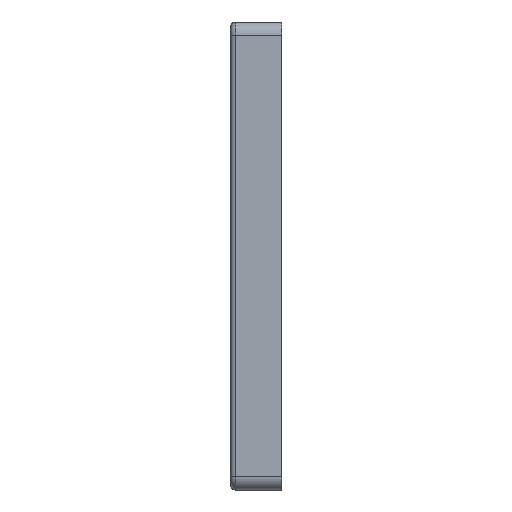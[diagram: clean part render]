
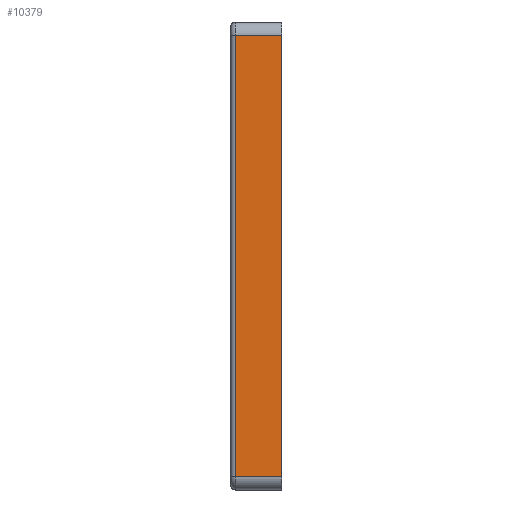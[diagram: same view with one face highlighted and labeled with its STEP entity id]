
A CAD part, left-side view. The second image highlights one B-rep face of the part: STEP entity #10379.
In plain terms, the highlighted planar face has unit normal (-1, 0, 0).
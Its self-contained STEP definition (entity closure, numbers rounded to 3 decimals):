
#115=PLANE('',#11076);
#583=FACE_OUTER_BOUND('',#1163,.T.);
#1163=EDGE_LOOP('',(#7875,#7876,#7877,#7878));
#2734=LINE('',#25176,#3388);
#2747=LINE('',#25235,#3401);
#2770=LINE('',#25317,#3424);
#2771=LINE('',#25319,#3425);
#3388=VECTOR('',#12525,10.);
#3401=VECTOR('',#12586,10.);
#3424=VECTOR('',#12667,10.);
#3425=VECTOR('',#12670,10.);
#4495=VERTEX_POINT('',#25173);
#4496=VERTEX_POINT('',#25175);
#4516=VERTEX_POINT('',#25227);
#4518=VERTEX_POINT('',#25233);
#5851=EDGE_CURVE('',#4495,#4496,#2734,.T.);
#5880=EDGE_CURVE('',#4518,#4516,#2747,.T.);
#5922=EDGE_CURVE('',#4496,#4518,#2770,.T.);
#5923=EDGE_CURVE('',#4516,#4495,#2771,.T.);
#7875=ORIENTED_EDGE('',*,*,#5880,.F.);
#7876=ORIENTED_EDGE('',*,*,#5922,.F.);
#7877=ORIENTED_EDGE('',*,*,#5851,.F.);
#7878=ORIENTED_EDGE('',*,*,#5923,.F.);
#10379=ADVANCED_FACE('',(#583),#115,.T.);
#11076=AXIS2_PLACEMENT_3D('',#25318,#12668,#12669);
#12525=DIRECTION('',(0.,0.,-1.));
#12586=DIRECTION('',(0.,0.,1.));
#12667=DIRECTION('',(0.,1.,0.));
#12668=DIRECTION('center_axis',(-1.,0.,0.));
#12669=DIRECTION('ref_axis',(0.,0.,-1.));
#12670=DIRECTION('',(0.,-1.,0.));
#25173=CARTESIAN_POINT('',(0.,0.,-5.));
#25175=CARTESIAN_POINT('',(0.,0.,-172.875));
#25176=CARTESIAN_POINT('',(0.,0.,0.));
#25227=CARTESIAN_POINT('',(0.,17.5,-5.));
#25233=CARTESIAN_POINT('',(0.,17.5,-172.875));
#25235=CARTESIAN_POINT('',(0.,17.5,-44.469));
#25317=CARTESIAN_POINT('',(0.,19.5,-172.875));
#25318=CARTESIAN_POINT('Origin',(0.,19.5,0.));
#25319=CARTESIAN_POINT('',(0.,19.5,-5.));
